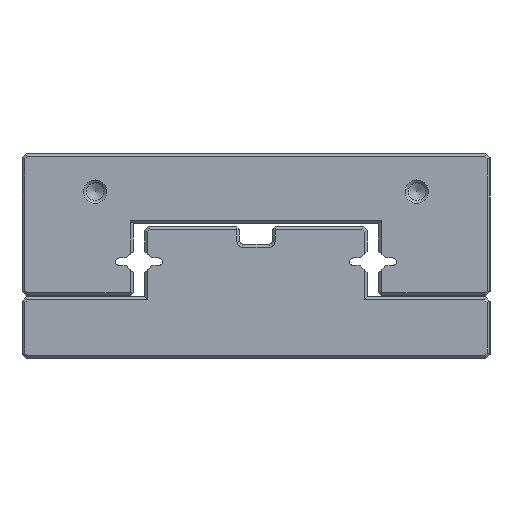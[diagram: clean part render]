
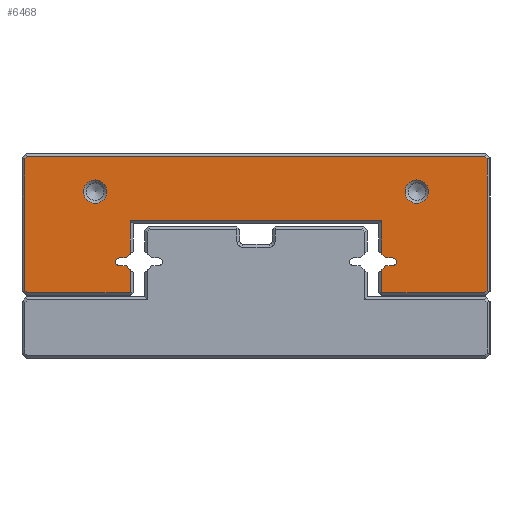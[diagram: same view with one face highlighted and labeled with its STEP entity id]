
A CAD part, left-side view. The second image highlights one B-rep face of the part: STEP entity #6468.
In plain terms, the highlighted planar face has unit normal (-1, 0, 0).
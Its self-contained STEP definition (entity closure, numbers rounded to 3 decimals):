
#5257=FACE_BOUND('',#10146,.T.);
#5258=FACE_BOUND('',#10147,.T.);
#5259=FACE_BOUND('',#10148,.T.);
#5896=CIRCLE('',#28130,0.667);
#5917=CIRCLE('',#28159,0.667);
#5921=CIRCLE('',#28169,2.);
#5922=CIRCLE('',#28170,2.);
#6468=ADVANCED_FACE('',(#5257,#5258,#5259),#7751,.T.);
#7751=PLANE('',#28171);
#10146=EDGE_LOOP('',(#13417,#13418,#13419,#13420,#13421,#13422,#13423,#13424,
#13425,#13426,#13427,#13428,#13429,#13430,#13431,#13432,#13433,#13434,#13435,
#13436,#13437,#13438,#13439,#13440));
#10147=EDGE_LOOP('',(#13441));
#10148=EDGE_LOOP('',(#13442));
#13417=ORIENTED_EDGE('',*,*,#21031,.F.);
#13418=ORIENTED_EDGE('',*,*,#21070,.T.);
#13419=ORIENTED_EDGE('',*,*,#21071,.T.);
#13420=ORIENTED_EDGE('',*,*,#21072,.T.);
#13421=ORIENTED_EDGE('',*,*,#20966,.F.);
#13422=ORIENTED_EDGE('',*,*,#20960,.F.);
#13423=ORIENTED_EDGE('',*,*,#20957,.F.);
#13424=ORIENTED_EDGE('',*,*,#20954,.F.);
#13425=ORIENTED_EDGE('',*,*,#20952,.F.);
#13426=ORIENTED_EDGE('',*,*,#21073,.T.);
#13427=ORIENTED_EDGE('',*,*,#21074,.T.);
#13428=ORIENTED_EDGE('',*,*,#21075,.T.);
#13429=ORIENTED_EDGE('',*,*,#21076,.T.);
#13430=ORIENTED_EDGE('',*,*,#21077,.T.);
#13431=ORIENTED_EDGE('',*,*,#21078,.T.);
#13432=ORIENTED_EDGE('',*,*,#21079,.T.);
#13433=ORIENTED_EDGE('',*,*,#21080,.T.);
#13434=ORIENTED_EDGE('',*,*,#21081,.T.);
#13435=ORIENTED_EDGE('',*,*,#21082,.T.);
#13436=ORIENTED_EDGE('',*,*,#21083,.T.);
#13437=ORIENTED_EDGE('',*,*,#21045,.F.);
#13438=ORIENTED_EDGE('',*,*,#21039,.F.);
#13439=ORIENTED_EDGE('',*,*,#21036,.F.);
#13440=ORIENTED_EDGE('',*,*,#21033,.F.);
#13441=ORIENTED_EDGE('',*,*,#21084,.T.);
#13442=ORIENTED_EDGE('',*,*,#21085,.T.);
#18602=VERTEX_POINT('',#37832);
#18603=VERTEX_POINT('',#37834);
#18604=VERTEX_POINT('',#37838);
#18606=VERTEX_POINT('',#37844);
#18608=VERTEX_POINT('',#37850);
#18613=VERTEX_POINT('',#37862);
#18657=VERTEX_POINT('',#37974);
#18658=VERTEX_POINT('',#37976);
#18659=VERTEX_POINT('',#37980);
#18661=VERTEX_POINT('',#37986);
#18663=VERTEX_POINT('',#37992);
#18668=VERTEX_POINT('',#38004);
#18689=VERTEX_POINT('',#38054);
#18690=VERTEX_POINT('',#38056);
#18691=VERTEX_POINT('',#38059);
#18692=VERTEX_POINT('',#38061);
#18693=VERTEX_POINT('',#38063);
#18694=VERTEX_POINT('',#38065);
#18695=VERTEX_POINT('',#38067);
#18696=VERTEX_POINT('',#38069);
#18697=VERTEX_POINT('',#38071);
#18698=VERTEX_POINT('',#38073);
#18699=VERTEX_POINT('',#38075);
#18700=VERTEX_POINT('',#38077);
#18701=VERTEX_POINT('',#38080);
#18702=VERTEX_POINT('',#38082);
#20952=EDGE_CURVE('',#18602,#18603,#23689,.T.);
#20954=EDGE_CURVE('',#18603,#18604,#23691,.T.);
#20957=EDGE_CURVE('',#18604,#18606,#5896,.T.);
#20960=EDGE_CURVE('',#18606,#18608,#23695,.T.);
#20966=EDGE_CURVE('',#18608,#18613,#23701,.T.);
#21031=EDGE_CURVE('',#18657,#18658,#23747,.T.);
#21033=EDGE_CURVE('',#18658,#18659,#23749,.T.);
#21036=EDGE_CURVE('',#18659,#18661,#5917,.T.);
#21039=EDGE_CURVE('',#18661,#18663,#23753,.T.);
#21045=EDGE_CURVE('',#18663,#18668,#23759,.T.);
#21070=EDGE_CURVE('',#18657,#18689,#23782,.T.);
#21071=EDGE_CURVE('',#18689,#18690,#23783,.T.);
#21072=EDGE_CURVE('',#18690,#18613,#23784,.T.);
#21073=EDGE_CURVE('',#18602,#18691,#23785,.T.);
#21074=EDGE_CURVE('',#18691,#18692,#23786,.T.);
#21075=EDGE_CURVE('',#18692,#18693,#23787,.T.);
#21076=EDGE_CURVE('',#18693,#18694,#23788,.T.);
#21077=EDGE_CURVE('',#18694,#18695,#23789,.T.);
#21078=EDGE_CURVE('',#18695,#18696,#23790,.T.);
#21079=EDGE_CURVE('',#18696,#18697,#23791,.T.);
#21080=EDGE_CURVE('',#18697,#18698,#23792,.T.);
#21081=EDGE_CURVE('',#18698,#18699,#23793,.T.);
#21082=EDGE_CURVE('',#18699,#18700,#23794,.T.);
#21083=EDGE_CURVE('',#18700,#18668,#23795,.T.);
#21084=EDGE_CURVE('',#18701,#18701,#5921,.T.);
#21085=EDGE_CURVE('',#18702,#18702,#5922,.T.);
#23689=LINE('',#37833,#26031);
#23691=LINE('',#37837,#26033);
#23695=LINE('',#37849,#26037);
#23701=LINE('',#37861,#26043);
#23747=LINE('',#37975,#26089);
#23749=LINE('',#37979,#26091);
#23753=LINE('',#37991,#26095);
#23759=LINE('',#38003,#26101);
#23782=LINE('',#38053,#26124);
#23783=LINE('',#38055,#26125);
#23784=LINE('',#38057,#26126);
#23785=LINE('',#38058,#26127);
#23786=LINE('',#38060,#26128);
#23787=LINE('',#38062,#26129);
#23788=LINE('',#38064,#26130);
#23789=LINE('',#38066,#26131);
#23790=LINE('',#38068,#26132);
#23791=LINE('',#38070,#26133);
#23792=LINE('',#38072,#26134);
#23793=LINE('',#38074,#26135);
#23794=LINE('',#38076,#26136);
#23795=LINE('',#38078,#26137);
#26031=VECTOR('',#31182,1.);
#26033=VECTOR('',#31186,1.);
#26037=VECTOR('',#31198,1.);
#26043=VECTOR('',#31206,1.);
#26089=VECTOR('',#31298,1.);
#26091=VECTOR('',#31302,1.);
#26095=VECTOR('',#31314,1.);
#26101=VECTOR('',#31322,1.);
#26124=VECTOR('',#31357,1.);
#26125=VECTOR('',#31358,1.);
#26126=VECTOR('',#31359,1.);
#26127=VECTOR('',#31360,1.);
#26128=VECTOR('',#31361,1.);
#26129=VECTOR('',#31362,1.);
#26130=VECTOR('',#31363,1.);
#26131=VECTOR('',#31364,1.);
#26132=VECTOR('',#31365,1.);
#26133=VECTOR('',#31366,1.);
#26134=VECTOR('',#31367,1.);
#26135=VECTOR('',#31368,1.);
#26136=VECTOR('',#31369,1.);
#26137=VECTOR('',#31370,1.);
#28130=AXIS2_PLACEMENT_3D('',#37843,#31191,#31192);
#28159=AXIS2_PLACEMENT_3D('',#37985,#31307,#31308);
#28169=AXIS2_PLACEMENT_3D('',#38079,#31371,#31372);
#28170=AXIS2_PLACEMENT_3D('',#38081,#31373,#31374);
#28171=AXIS2_PLACEMENT_3D('',#38083,#31375,#31376);
#31182=DIRECTION('',(0.,-0.707,0.707));
#31186=DIRECTION('',(0.,-1.,0.));
#31191=DIRECTION('',(-1.,0.,0.));
#31192=DIRECTION('',(0.,0.,-1.));
#31198=DIRECTION('',(0.,1.,0.));
#31206=DIRECTION('',(0.,0.707,0.707));
#31298=DIRECTION('',(0.,0.707,-0.707));
#31302=DIRECTION('',(0.,1.,0.));
#31307=DIRECTION('',(-1.,0.,0.));
#31308=DIRECTION('',(0.,0.,1.));
#31314=DIRECTION('',(0.,-1.,0.));
#31322=DIRECTION('',(0.,-0.707,-0.707));
#31357=DIRECTION('',(0.,0.,1.));
#31358=DIRECTION('',(0.,-1.,0.));
#31359=DIRECTION('',(0.,0.,-1.));
#31360=DIRECTION('',(0.,0.,-1.));
#31361=DIRECTION('',(0.,-1.,0.));
#31362=DIRECTION('',(0.,-0.707,0.707));
#31363=DIRECTION('',(0.,0.,1.));
#31364=DIRECTION('',(0.,0.707,0.707));
#31365=DIRECTION('',(0.,1.,0.));
#31366=DIRECTION('',(0.,0.707,-0.707));
#31367=DIRECTION('',(0.,0.,-1.));
#31368=DIRECTION('',(0.,-0.707,-0.707));
#31369=DIRECTION('',(0.,-1.,0.));
#31370=DIRECTION('',(0.,0.,1.));
#31371=DIRECTION('',(1.,0.,0.));
#31372=DIRECTION('',(0.,0.,-1.));
#31373=DIRECTION('',(1.,0.,0.));
#31374=DIRECTION('',(0.,0.,-1.));
#31375=DIRECTION('',(-1.,0.,0.));
#31376=DIRECTION('',(0.,0.,-1.));
#37832=CARTESIAN_POINT('',(80.,18.5,15.172));
#37833=CARTESIAN_POINT('',(80.,19.,14.672));
#37834=CARTESIAN_POINT('',(80.,17.838,15.833));
#37837=CARTESIAN_POINT('',(80.,17.838,15.833));
#37838=CARTESIAN_POINT('',(80.,16.667,15.833));
#37843=CARTESIAN_POINT('',(80.,16.667,16.5));
#37844=CARTESIAN_POINT('',(80.,16.667,17.167));
#37849=CARTESIAN_POINT('',(80.,16.667,17.167));
#37850=CARTESIAN_POINT('',(80.,17.838,17.167));
#37861=CARTESIAN_POINT('',(80.,17.838,17.167));
#37862=CARTESIAN_POINT('',(80.,18.5,17.828));
#37974=CARTESIAN_POINT('',(80.,61.5,17.828));
#37975=CARTESIAN_POINT('',(80.,61.,18.328));
#37976=CARTESIAN_POINT('',(80.,62.162,17.167));
#37979=CARTESIAN_POINT('',(80.,62.162,17.167));
#37980=CARTESIAN_POINT('',(80.,63.333,17.167));
#37985=CARTESIAN_POINT('',(80.,63.333,16.5));
#37986=CARTESIAN_POINT('',(80.,63.333,15.833));
#37991=CARTESIAN_POINT('',(80.,63.333,15.833));
#37992=CARTESIAN_POINT('',(80.,62.162,15.833));
#38003=CARTESIAN_POINT('',(80.,62.162,15.833));
#38004=CARTESIAN_POINT('',(80.,61.5,15.172));
#38053=CARTESIAN_POINT('',(80.,61.5,23.));
#38054=CARTESIAN_POINT('',(80.,61.5,23.5));
#38055=CARTESIAN_POINT('',(80.,19.,23.5));
#38056=CARTESIAN_POINT('',(80.,18.5,23.5));
#38057=CARTESIAN_POINT('',(80.,18.5,18.328));
#38058=CARTESIAN_POINT('',(80.,18.5,10.7));
#38059=CARTESIAN_POINT('',(80.,18.5,11.2));
#38060=CARTESIAN_POINT('',(80.,0.7,11.2));
#38061=CARTESIAN_POINT('',(80.,0.907,11.2));
#38062=CARTESIAN_POINT('',(80.,6.137,5.97));
#38063=CARTESIAN_POINT('',(80.,0.5,11.607));
#38064=CARTESIAN_POINT('',(80.,0.5,34.3));
#38065=CARTESIAN_POINT('',(80.,0.5,34.093));
#38066=CARTESIAN_POINT('',(80.,-0.213,33.38));
#38067=CARTESIAN_POINT('',(80.,0.907,34.5));
#38068=CARTESIAN_POINT('',(80.,79.3,34.5));
#38069=CARTESIAN_POINT('',(80.,79.093,34.5));
#38070=CARTESIAN_POINT('',(80.,56.88,56.713));
#38071=CARTESIAN_POINT('',(80.,79.5,34.093));
#38072=CARTESIAN_POINT('',(80.,79.5,11.4));
#38073=CARTESIAN_POINT('',(80.,79.5,11.607));
#38074=CARTESIAN_POINT('',(80.,50.53,-17.363));
#38075=CARTESIAN_POINT('',(80.,79.093,11.2));
#38076=CARTESIAN_POINT('',(80.,61.,11.2));
#38077=CARTESIAN_POINT('',(80.,61.5,11.2));
#38078=CARTESIAN_POINT('',(80.,61.5,14.672));
#38079=CARTESIAN_POINT('',(80.,12.5,28.5));
#38080=CARTESIAN_POINT('',(80.,12.5,26.5));
#38081=CARTESIAN_POINT('',(80.,67.5,28.5));
#38082=CARTESIAN_POINT('',(80.,67.5,26.5));
#38083=CARTESIAN_POINT('',(80.,16.667,16.5));
